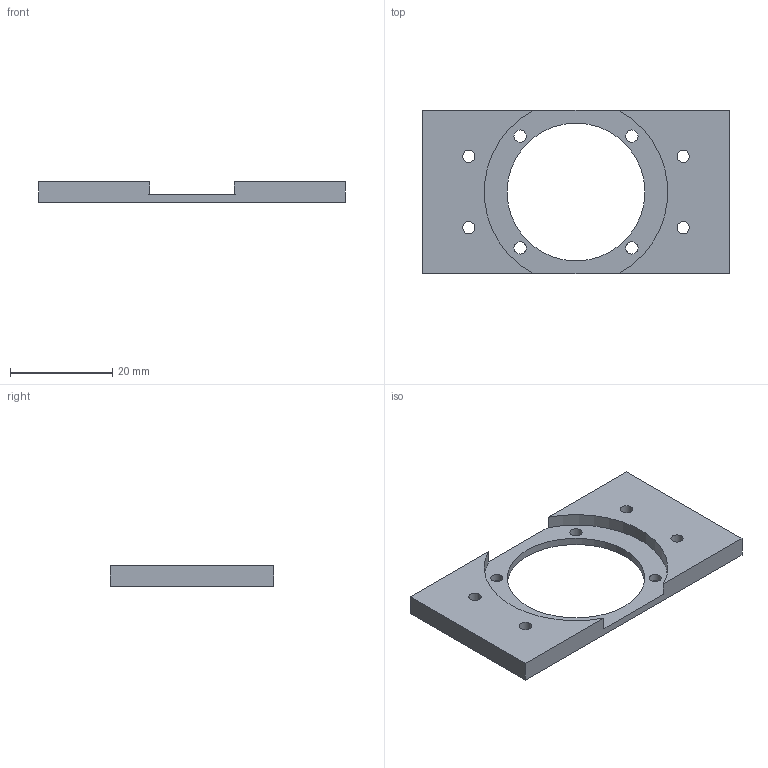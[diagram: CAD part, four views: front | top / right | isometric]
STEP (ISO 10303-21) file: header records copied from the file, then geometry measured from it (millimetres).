
FILE_DESCRIPTION(/* description */ (''),/* implementation_level */ '2;1');
FILE_NAME(/* name */ 'Interface ExoCat.stp',/* time_stamp */ '2020-02-11T15:11:09+01:00',/* author */ ('manon.carpentier'),/* organization */ (''),/* preprocessor_version */ 'ST-DEVELOPER v18',/* originating_system */ 'Autodesk Inventor 2020',/* authorisation */ '');
FILE_SCHEMA (('CONFIG_CONTROL_DESIGN'));
Length unit declared in the file: millimetre
Products named in the file (1): Interface ExoCat
Bounding box: 60 x 32 x 4 mm (x, y, z)
Volume: 4288.2 mm3; surface area: 3766.2 mm2
Topology: 1 solids, 1 shells, 19 faces, 59 edges, 42 vertices
Faces by surface type: cylinder 11, plane 8
Full cylindrical faces by diameter (mm): 2.4 x8, 27 x1
Entity records: 764 total; most frequent: DIRECTION 129, CARTESIAN_POINT 121, ORIENTED_EDGE 118, EDGE_CURVE 59, AXIS2_PLACEMENT_3D 50, VERTEX_POINT 42, EDGE_LOOP 37, CIRCLE 30
